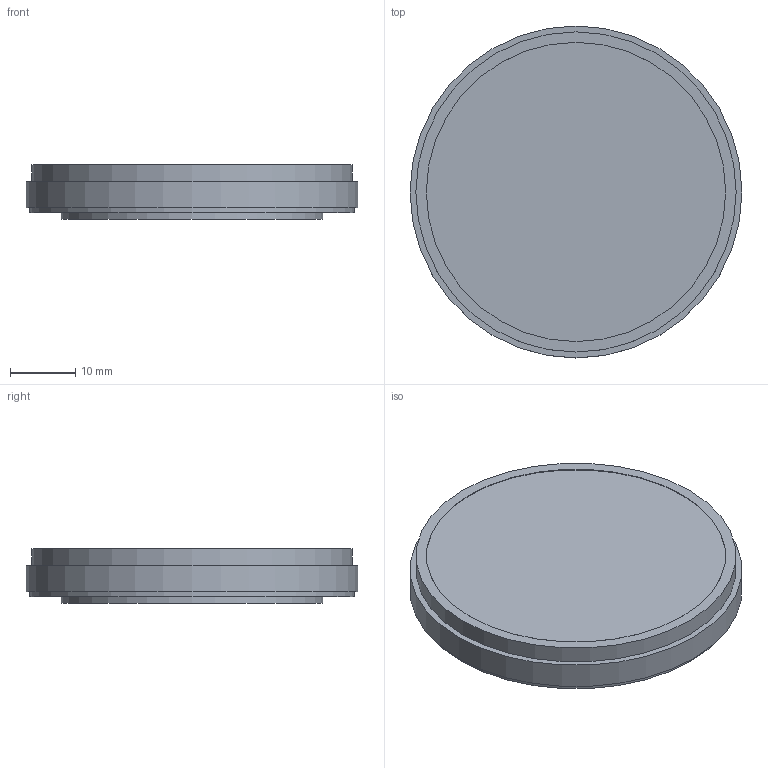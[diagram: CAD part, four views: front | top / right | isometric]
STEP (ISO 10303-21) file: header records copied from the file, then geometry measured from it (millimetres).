
FILE_DESCRIPTION (( 'STEP AP214' ), '1' );
FILE_NAME ('E508-50.STEP', '2025-08-22T07:41:12', ( '' ), ( '' ), 'SwSTEP 2.0', 'SolidWorks 2017', '' );
FILE_SCHEMA (( 'AUTOMOTIVE_DESIGN' ));
Length unit declared in the file: millimetre
Products named in the file (1): E508-50
Bounding box: 50.8 x 50.8 x 8.4 mm (x, y, z)
Volume: 15560.4 mm3; surface area: 9303.1 mm2
Topology: 2 solids, 2 shells, 219 faces, 573 edges, 382 vertices
Faces by surface type: plane 119, bspline 93, cylinder 7
Full cylindrical faces by diameter (mm): 40 x1, 40.9 x1, 45.8 x1, 47.7 x1, 49 x1, 49.7 x1, 50.8 x1
Entity records: 11260 total; most frequent: CARTESIAN_POINT 6437, ORIENTED_EDGE 1132, DIRECTION 648, EDGE_CURVE 566, VERTEX_POINT 382, VECTOR 366, LINE 366, EDGE_LOOP 250
